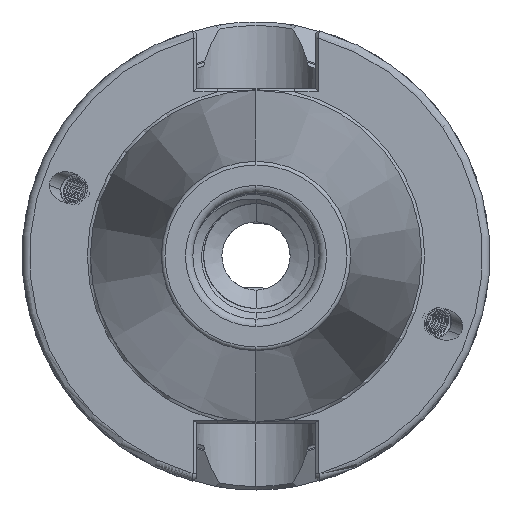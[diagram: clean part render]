
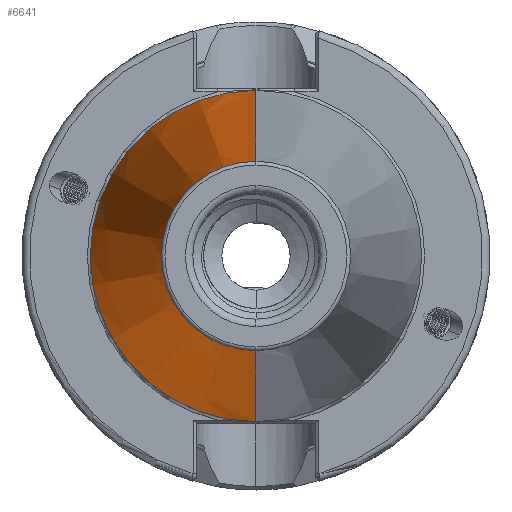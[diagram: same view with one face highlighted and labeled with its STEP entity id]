
A CAD part, left-side view. The second image highlights one B-rep face of the part: STEP entity #6641.
In plain terms, the highlighted conical face has half-angle 8.297 degrees and reference radius 22.298 mm.
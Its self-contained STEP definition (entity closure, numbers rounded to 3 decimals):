
#141 = VERTEX_POINT ( 'NONE', #12063 ) ;
#156 = VERTEX_POINT ( 'NONE', #12490 ) ;
#161 = VERTEX_POINT ( 'NONE', #12495 ) ;
#183 = VERTEX_POINT ( 'NONE', #19886 ) ;
#1017 = ORIENTED_EDGE ( 'NONE', *, *, #1018, .T. ) ;
#1018 = EDGE_CURVE ( 'NONE', #161, #141, #2628, .T. ) ;
#1086 = EDGE_CURVE ( 'NONE', #156, #183, #27357, .T. ) ;
#1095 = EDGE_CURVE ( 'NONE', #183, #141, #27361, .T. ) ;
#1100 = ORIENTED_EDGE ( 'NONE', *, *, #1086, .F. ) ;
#1102 = ORIENTED_EDGE ( 'NONE', *, *, #1145, .T. ) ;
#1145 = EDGE_CURVE ( 'NONE', #156, #161, #27389, .T. ) ;
#1159 = ORIENTED_EDGE ( 'NONE', *, *, #1095, .F. ) ;
#1693 = CARTESIAN_POINT ( 'NONE',  ( -1.5, 0., 0. ) ) ;
#1706 = DIRECTION ( 'NONE',  ( 1., 0., 0. ) ) ;
#1720 = DIRECTION ( 'NONE',  ( 0., 0., -1. ) ) ;
#2628 = LINE ( 'NONE', #28434, #2630 ) ;
#2630 = VECTOR ( 'NONE', #28406, 1000. ) ;
#3723 = AXIS2_PLACEMENT_3D ( 'NONE', #1693, #1706, #1720 ) ;
#5203 = AXIS2_PLACEMENT_3D ( 'NONE', #28876, #28839, #28854 ) ;
#5214 = AXIS2_PLACEMENT_3D ( 'NONE', #28678, #28679, #28680 ) ;
#6440 = EDGE_LOOP ( 'NONE', ( #1102, #1017, #1159, #1100 ) ) ;
#6641 = ADVANCED_FACE ( 'NONE', ( #10804 ), #10810, .T. ) ;
#10804 = FACE_OUTER_BOUND ( 'NONE', #6440, .T. ) ;
#10810 = CONICAL_SURFACE ( 'NONE', #3723, 22.298, 0.145 ) ;
#12063 = CARTESIAN_POINT ( 'NONE',  ( -1.5, 0., 22.298 ) ) ;
#12490 = CARTESIAN_POINT ( 'NONE',  ( -66.972, 0., -12.75 ) ) ;
#12495 = CARTESIAN_POINT ( 'NONE',  ( -66.972, 0., 12.75 ) ) ;
#19886 = CARTESIAN_POINT ( 'NONE',  ( -1.5, 0., -22.298 ) ) ;
#27357 = LINE ( 'NONE', #28654, #27358 ) ;
#27358 = VECTOR ( 'NONE', #28665, 1000. ) ;
#27361 = CIRCLE ( 'NONE', #5214, 22.298 ) ;
#27389 = CIRCLE ( 'NONE', #5203, 12.75 ) ;
#28406 = DIRECTION ( 'NONE',  ( 0.99, 0., 0.144 ) ) ;
#28434 = CARTESIAN_POINT ( 'NONE',  ( -1.5, 0., 22.298 ) ) ;
#28654 = CARTESIAN_POINT ( 'NONE',  ( -1.5, 0., -22.298 ) ) ;
#28665 = DIRECTION ( 'NONE',  ( 0.99, 0., -0.144 ) ) ;
#28678 = CARTESIAN_POINT ( 'NONE',  ( -1.5, 0., 0. ) ) ;
#28679 = DIRECTION ( 'NONE',  ( 1., 0., 0. ) ) ;
#28680 = DIRECTION ( 'NONE',  ( 0., 0., -1. ) ) ;
#28839 = DIRECTION ( 'NONE',  ( 1., 0., 0. ) ) ;
#28854 = DIRECTION ( 'NONE',  ( 0., 0., -1. ) ) ;
#28876 = CARTESIAN_POINT ( 'NONE',  ( -66.972, 0., 0. ) ) ;
